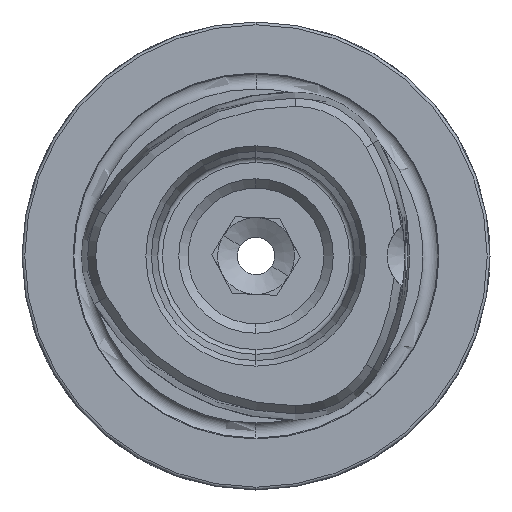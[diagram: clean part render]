
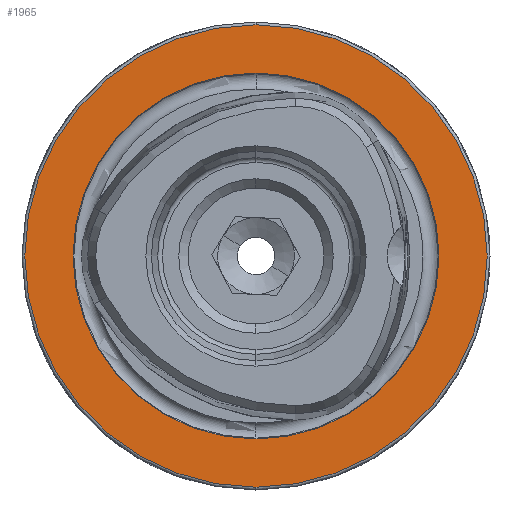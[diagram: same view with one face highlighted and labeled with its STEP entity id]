
A CAD part, left-side view. The second image highlights one B-rep face of the part: STEP entity #1965.
In plain terms, the highlighted planar face has unit normal (-1, 0, 0).
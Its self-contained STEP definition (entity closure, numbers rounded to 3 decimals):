
#229 = VERTEX_POINT ( 'NONE', #3198 ) ;
#410 = EDGE_CURVE ( 'NONE', #5291, #5141, #2990, .T. ) ;
#720 = DIRECTION ( 'NONE',  ( -1., 0., 0. ) ) ;
#805 = DIRECTION ( 'NONE',  ( 0., 0., 1. ) ) ;
#987 = DIRECTION ( 'NONE',  ( -1., 0., 0. ) ) ;
#1058 = CARTESIAN_POINT ( 'NONE',  ( 0., 0., 0. ) ) ;
#1335 = DIRECTION ( 'NONE',  ( 0., 0., 1. ) ) ;
#1606 = DIRECTION ( 'NONE',  ( 0., 0., 1. ) ) ;
#1675 = ORIENTED_EDGE ( 'NONE', *, *, #6857, .T. ) ;
#1775 = FACE_OUTER_BOUND ( 'NONE', #4413, .T. ) ;
#1958 = CARTESIAN_POINT ( 'NONE',  ( 0., 0., 0. ) ) ;
#1965 = ADVANCED_FACE ( 'NONE', ( #5283, #1775 ), #3159, .F. ) ;
#1998 = CARTESIAN_POINT ( 'NONE',  ( 0., 19.55, 0. ) ) ;
#2569 = CARTESIAN_POINT ( 'NONE',  ( 0., 0., 0. ) ) ;
#2951 = CIRCLE ( 'NONE', #4057, 24.7 ) ;
#2990 = CIRCLE ( 'NONE', #3486, 19.55 ) ;
#3159 = PLANE ( 'NONE',  #5938 ) ;
#3173 = EDGE_CURVE ( 'NONE', #229, #6213, #2951, .T. ) ;
#3198 = CARTESIAN_POINT ( 'NONE',  ( 0., 0., -24.7 ) ) ;
#3486 = AXIS2_PLACEMENT_3D ( 'NONE', #1058, #5244, #1606 ) ;
#4057 = AXIS2_PLACEMENT_3D ( 'NONE', #4538, #987, #5064 ) ;
#4124 = CARTESIAN_POINT ( 'NONE',  ( 0., 0., 19.55 ) ) ;
#4413 = EDGE_LOOP ( 'NONE', ( #1675, #4581 ) ) ;
#4538 = CARTESIAN_POINT ( 'NONE',  ( 0., 0., 0. ) ) ;
#4581 = ORIENTED_EDGE ( 'NONE', *, *, #3173, .T. ) ;
#4662 = CIRCLE ( 'NONE', #6869, 19.55 ) ;
#4946 = DIRECTION ( 'NONE',  ( 0., 0., -1. ) ) ;
#4968 = ORIENTED_EDGE ( 'NONE', *, *, #6746, .F. ) ;
#5064 = DIRECTION ( 'NONE',  ( 0., 0., 1. ) ) ;
#5091 = CARTESIAN_POINT ( 'NONE',  ( 0., 0., 24.7 ) ) ;
#5141 = VERTEX_POINT ( 'NONE', #7618 ) ;
#5244 = DIRECTION ( 'NONE',  ( -1., 0., 0. ) ) ;
#5283 = FACE_BOUND ( 'NONE', #5363, .T. ) ;
#5291 = VERTEX_POINT ( 'NONE', #4124 ) ;
#5305 = CIRCLE ( 'NONE', #5419, 24.7 ) ;
#5363 = EDGE_LOOP ( 'NONE', ( #7602, #4968 ) ) ;
#5419 = AXIS2_PLACEMENT_3D ( 'NONE', #2569, #6801, #805 ) ;
#5938 = AXIS2_PLACEMENT_3D ( 'NONE', #1998, #7436, #4946 ) ;
#6213 = VERTEX_POINT ( 'NONE', #5091 ) ;
#6746 = EDGE_CURVE ( 'NONE', #5141, #5291, #4662, .T. ) ;
#6801 = DIRECTION ( 'NONE',  ( -1., 0., 0. ) ) ;
#6857 = EDGE_CURVE ( 'NONE', #6213, #229, #5305, .T. ) ;
#6869 = AXIS2_PLACEMENT_3D ( 'NONE', #1958, #720, #1335 ) ;
#7436 = DIRECTION ( 'NONE',  ( 1., 0., 0. ) ) ;
#7602 = ORIENTED_EDGE ( 'NONE', *, *, #410, .F. ) ;
#7618 = CARTESIAN_POINT ( 'NONE',  ( 0., 0., -19.55 ) ) ;
